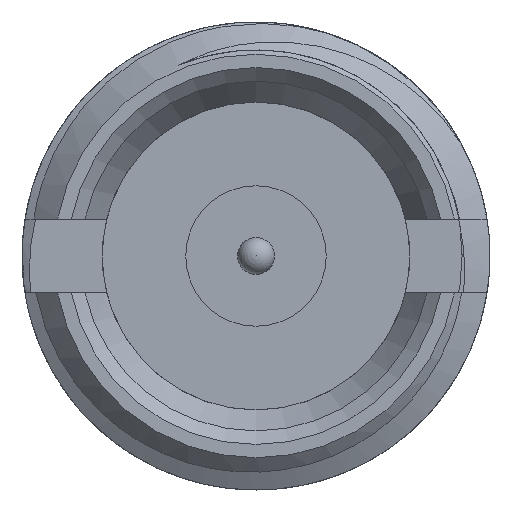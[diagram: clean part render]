
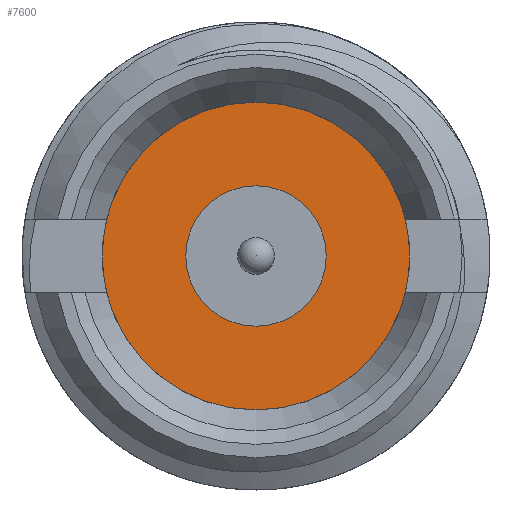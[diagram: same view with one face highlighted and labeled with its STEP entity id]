
A CAD part, left-side view. The second image highlights one B-rep face of the part: STEP entity #7600.
In plain terms, the highlighted planar face has unit normal (-1, 0, 0).
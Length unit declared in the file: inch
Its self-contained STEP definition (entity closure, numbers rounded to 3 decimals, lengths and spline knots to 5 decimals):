
#216 = EDGE_CURVE ( 'NONE', #8339, #8339, #460, .T. ) ;
#460 = CIRCLE ( 'NONE', #7545, 0.0625 ) ;
#897 = FACE_OUTER_BOUND ( 'NONE', #4493, .T. ) ;
#1144 = EDGE_CURVE ( 'NONE', #5732, #5732, #1867, .T. ) ;
#1867 = CIRCLE ( 'NONE', #8672, 0.0285 ) ;
#2249 = CARTESIAN_POINT ( 'NONE',  ( 0.11, 0., 0.0285 ) ) ;
#2679 = DIRECTION ( 'NONE',  ( -1., 0., 0. ) ) ;
#2695 = ORIENTED_EDGE ( 'NONE', *, *, #216, .T. ) ;
#2844 = CARTESIAN_POINT ( 'NONE',  ( 0.11, 0., 0.0625 ) ) ;
#2980 = FACE_BOUND ( 'NONE', #4481, .T. ) ;
#3479 = CARTESIAN_POINT ( 'NONE',  ( 0.11, 0., 0. ) ) ;
#3602 = PLANE ( 'NONE',  #4119 ) ;
#4018 = DIRECTION ( 'NONE',  ( 0., 0., 1. ) ) ;
#4119 = AXIS2_PLACEMENT_3D ( 'NONE', #7641, #5106, #4442 ) ;
#4442 = DIRECTION ( 'NONE',  ( 0., 1., 0. ) ) ;
#4481 = EDGE_LOOP ( 'NONE', ( #6576 ) ) ;
#4493 = EDGE_LOOP ( 'NONE', ( #2695 ) ) ;
#4534 = DIRECTION ( 'NONE',  ( -1., 0., 0. ) ) ;
#5106 = DIRECTION ( 'NONE',  ( 1., 0., 0. ) ) ;
#5732 = VERTEX_POINT ( 'NONE', #2249 ) ;
#6576 = ORIENTED_EDGE ( 'NONE', *, *, #1144, .F. ) ;
#6706 = CARTESIAN_POINT ( 'NONE',  ( 0.11, 0., 0. ) ) ;
#7545 = AXIS2_PLACEMENT_3D ( 'NONE', #3479, #2679, #4018 ) ;
#7600 = ADVANCED_FACE ( 'NONE', ( #897, #2980 ), #3602, .F. ) ;
#7641 = CARTESIAN_POINT ( 'NONE',  ( 0.11, 0.01546, 0. ) ) ;
#8339 = VERTEX_POINT ( 'NONE', #2844 ) ;
#8647 = DIRECTION ( 'NONE',  ( 0., 0., 1. ) ) ;
#8672 = AXIS2_PLACEMENT_3D ( 'NONE', #6706, #4534, #8647 ) ;
